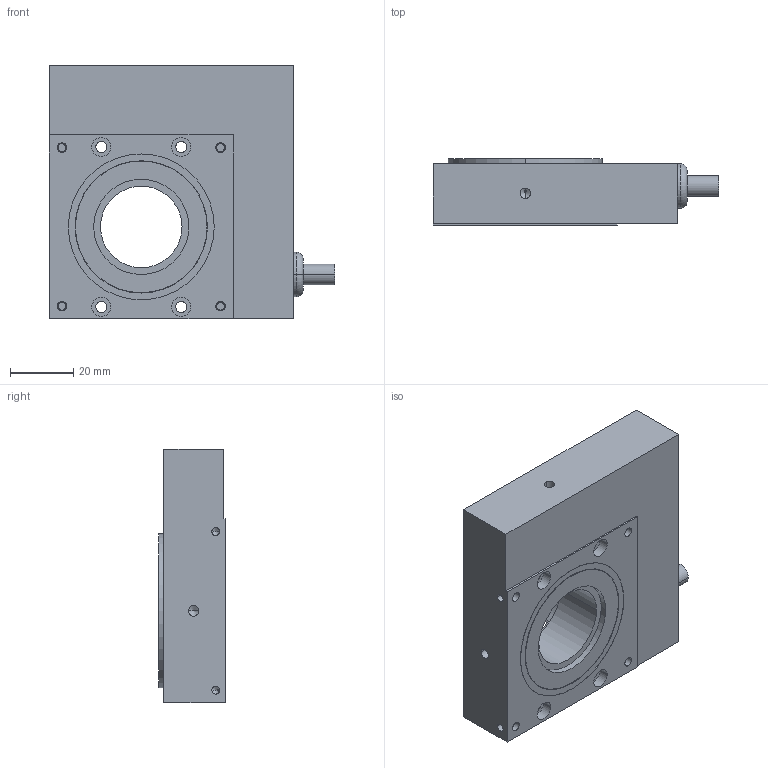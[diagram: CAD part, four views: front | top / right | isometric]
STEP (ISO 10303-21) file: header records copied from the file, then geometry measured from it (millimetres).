
FILE_DESCRIPTION((''),'2;1');
FILE_NAME('SR50CC','2012-06-14T',('carefree'),(''),'PRO/ENGINEER BY PARAMETRIC TECHNOLOGY CORPORATION, 2010020','PRO/ENGINEER BY PARAMETRIC TECHNOLOGY CORPORATION, 2010020','');
FILE_SCHEMA(('CONFIG_CONTROL_DESIGN'));
Length unit declared in the file: millimetre
Products named in the file (1): SR50CC
Bounding box: 90 x 21 x 80 mm (x, y, z)
Volume: 108431.7 mm3; surface area: 21751.5 mm2
Topology: 1 solids, 1 shells, 195 faces, 509 edges, 322 vertices
Faces by surface type: cylinder 110, plane 61, cone 22, torus 2
Entity records: 6151 total; most frequent: CARTESIAN_POINT 1268, DIRECTION 1057, ORIENTED_EDGE 974, EDGE_CURVE 487, AXIS2_PLACEMENT_3D 419, VERTEX_POINT 322, EDGE_LOOP 241, CIRCLE 224
